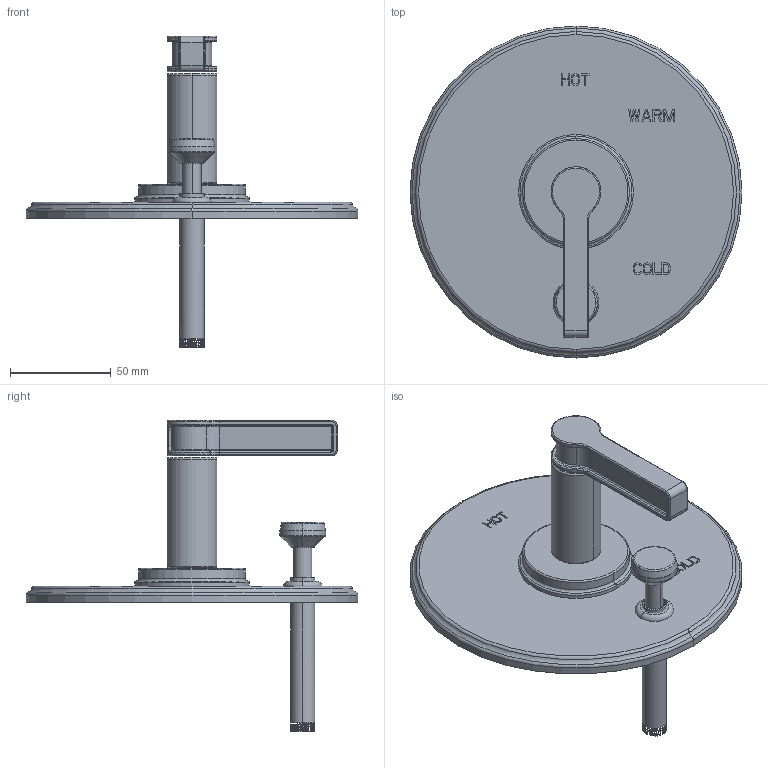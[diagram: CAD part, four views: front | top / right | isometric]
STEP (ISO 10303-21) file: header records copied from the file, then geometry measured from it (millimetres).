
FILE_DESCRIPTION((''),'2;1');
FILE_NAME('5-3272BP_ASM','2024-07-31T09:40:41',('rsmith'),(''),'CREO PARAMETRIC BY PTC INC, 2023134','CREO PARAMETRIC BY PTC INC, 2023134','');
FILE_SCHEMA(('CONFIG_CONTROL_DESIGN'));
Length unit declared in the file: inch
Products named in the file (14): 11118; 91033; 2-438_ASM; 10497; 10496; 10498; 2-217_ASM; 13130; 20-433_ASM; 13131; 12888; 20-429_ASM; 3-648_ASM; 5-3272BP_ASM
Assembly tree (13 placements, depth 4):
  5-3272BP_ASM
    2-438_ASM
      11118
      91033
    2-217_ASM
      10497
      10496
      10498
    3-648_ASM
      20-433_ASM
        13130
      20-429_ASM
        13131
        12888
Bounding box: 165.1 x 165.1 x 154.97 mm (x, y, z)
Volume: 102287.3 mm3; surface area: 99595.1 mm2
Topology: 8 solids, 18 shells, 503 faces, 1497 edges, 1045 vertices
Faces by surface type: plane 306, cylinder 99, torus 78, bspline 12, cone 8
Entity records: 18256 total; most frequent: CARTESIAN_POINT 4297, DIRECTION 2849, ORIENTED_EDGE 2699, EDGE_CURVE 1497, VECTOR 1113, LINE 1113, VERTEX_POINT 1045, AXIS2_PLACEMENT_3D 868
